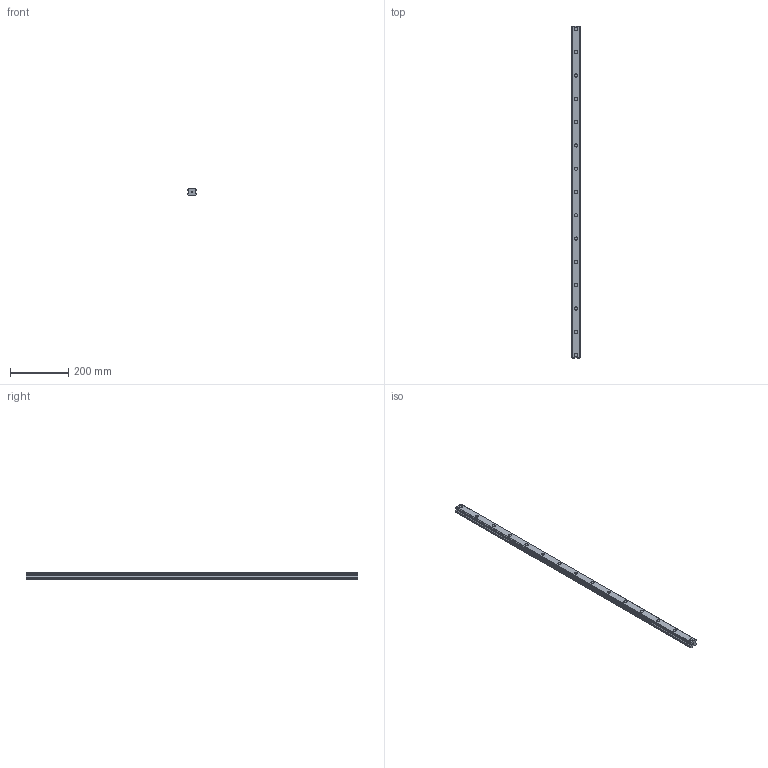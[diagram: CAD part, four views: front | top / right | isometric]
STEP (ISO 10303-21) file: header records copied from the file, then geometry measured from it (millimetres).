
FILE_DESCRIPTION(('STEP AP214'),'1');
FILE_NAME('cctmp_90F4A722-AF16-4AC8-95E9-2B3C1E80786C_2021_02_10_10_44_41_0495..stp','2021-02-10T09:44:41',('HIWIN GmbH'),('CADClick - www.CADClick.com'),'Spatial InterOp 3D',' ','unknown authorization');
FILE_SCHEMA(('AUTOMOTIVE_DESIGN'));
Length unit declared in the file: millimetre
Products named in the file (1): EGR30R1140C_FILE
Bounding box: 28 x 1140 x 23 mm (x, y, z)
Volume: 636377.3 mm3; surface area: 129217.9 mm2
Topology: 1 solids, 1 shells, 238 faces, 561 edges, 374 vertices
Faces by surface type: plane 130, cylinder 108
Entity records: 8829 total; most frequent: DIRECTION 1255, CARTESIAN_POINT 1174, ORIENTED_EDGE 1122, EDGE_CURVE 561, AXIS2_PLACEMENT_3D 455, VERTEX_POINT 374, LINE 345, VECTOR 345
